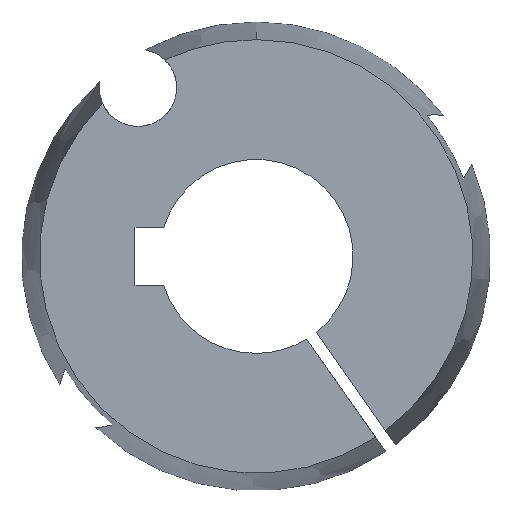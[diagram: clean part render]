
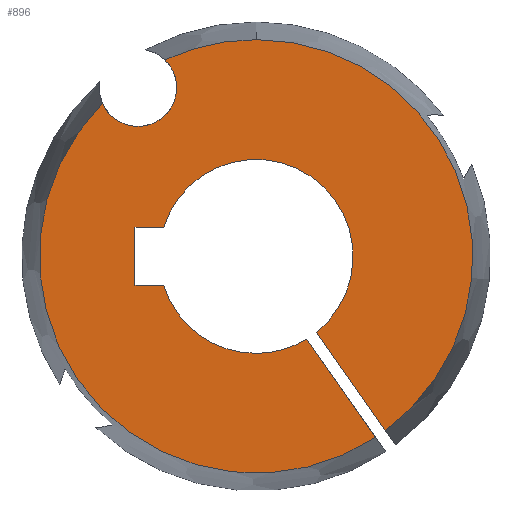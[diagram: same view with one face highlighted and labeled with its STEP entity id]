
A CAD part, left-side view. The second image highlights one B-rep face of the part: STEP entity #896.
In plain terms, the highlighted planar face has unit normal (-1, 0, 0).
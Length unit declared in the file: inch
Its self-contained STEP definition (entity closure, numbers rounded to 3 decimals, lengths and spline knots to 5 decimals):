
#7 = VERTEX_POINT ( 'NONE', #136 ) ;
#15 = CARTESIAN_POINT ( 'NONE',  ( -0.875, -0.38508, -0.58288 ) ) ;
#18 = EDGE_CURVE ( 'NONE', #390, #739, #782, .T. ) ;
#39 = EDGE_CURVE ( 'NONE', #198, #346, #761, .T. ) ;
#48 = CARTESIAN_POINT ( 'NONE',  ( -0.875, -0.41602, -0.56121 ) ) ;
#49 = CARTESIAN_POINT ( 'NONE',  ( -0.875, 0.24975, 0.09375 ) ) ;
#51 = AXIS2_PLACEMENT_3D ( 'NONE', #227, #740, #294 ) ;
#61 = ORIENTED_EDGE ( 'NONE', *, *, #442, .T. ) ;
#67 = CARTESIAN_POINT ( 'NONE',  ( -0.875, 0.38085, 0.54392 ) ) ;
#69 = VECTOR ( 'NONE', #174, 39.37008 ) ;
#76 = EDGE_CURVE ( 'NONE', #228, #284, #733, .T. ) ;
#80 = LINE ( 'NONE', #543, #425 ) ;
#84 = CARTESIAN_POINT ( 'NONE',  ( -0.875, 0., 0. ) ) ;
#91 = CARTESIAN_POINT ( 'NONE',  ( -0.875, 0.38085, 0.54392 ) ) ;
#108 = CARTESIAN_POINT ( 'NONE',  ( -0.875, 0., 0. ) ) ;
#123 = ORIENTED_EDGE ( 'NONE', *, *, #756, .T. ) ;
#129 = VERTEX_POINT ( 'NONE', #729 ) ;
#136 = CARTESIAN_POINT ( 'NONE',  ( -0.875, 0.38085, 0.41892 ) ) ;
#138 = CARTESIAN_POINT ( 'NONE',  ( -0.875, 0., 0.6986 ) ) ;
#142 = DIRECTION ( 'NONE',  ( 0., 0., -1. ) ) ;
#153 = FACE_OUTER_BOUND ( 'NONE', #879, .T. ) ;
#155 = DIRECTION ( 'NONE',  ( 0., -0.574, -0.819 ) ) ;
#157 = DIRECTION ( 'NONE',  ( 0., 0., -1. ) ) ;
#159 = AXIS2_PLACEMENT_3D ( 'NONE', #84, #585, #157 ) ;
#162 = CARTESIAN_POINT ( 'NONE',  ( -0.875, 0., 0. ) ) ;
#165 = DIRECTION ( 'NONE',  ( 0., 0., -1. ) ) ;
#174 = DIRECTION ( 'NONE',  ( 0., 0.574, 0.819 ) ) ;
#180 = DIRECTION ( 'NONE',  ( 0., -1., 0. ) ) ;
#184 = DIRECTION ( 'NONE',  ( 0., 0., 1. ) ) ;
#197 = ORIENTED_EDGE ( 'NONE', *, *, #818, .T. ) ;
#198 = VERTEX_POINT ( 'NONE', #620 ) ;
#199 = CARTESIAN_POINT ( 'NONE',  ( -0.875, 0., 0. ) ) ;
#227 = CARTESIAN_POINT ( 'NONE',  ( -0.875, 0., 0. ) ) ;
#228 = VERTEX_POINT ( 'NONE', #805 ) ;
#229 = DIRECTION ( 'NONE',  ( 0., 0., 1. ) ) ;
#241 = CARTESIAN_POINT ( 'NONE',  ( -0.875, -0.41773, -0.62951 ) ) ;
#243 = LINE ( 'NONE', #581, #495 ) ;
#265 = DIRECTION ( 'NONE',  ( 0., 0., 1. ) ) ;
#268 = AXIS2_PLACEMENT_3D ( 'NONE', #67, #568, #142 ) ;
#270 = ORIENTED_EDGE ( 'NONE', *, *, #850, .T. ) ;
#273 = ORIENTED_EDGE ( 'NONE', *, *, #18, .T. ) ;
#284 = VERTEX_POINT ( 'NONE', #897 ) ;
#294 = DIRECTION ( 'NONE',  ( 0., 0., -1. ) ) ;
#302 = CIRCLE ( 'NONE', #557, 0.3125 ) ;
#321 = CIRCLE ( 'NONE', #268, 0.125 ) ;
#324 = DIRECTION ( 'NONE',  ( 1., 0., 0. ) ) ;
#325 = EDGE_CURVE ( 'NONE', #544, #642, #883, .T. ) ;
#346 = VERTEX_POINT ( 'NONE', #528 ) ;
#355 = EDGE_CURVE ( 'NONE', #872, #198, #302, .T. ) ;
#357 = AXIS2_PLACEMENT_3D ( 'NONE', #91, #594, #165 ) ;
#388 = CARTESIAN_POINT ( 'NONE',  ( -0.875, 0., 0. ) ) ;
#390 = VERTEX_POINT ( 'NONE', #535 ) ;
#425 = VECTOR ( 'NONE', #862, 39.37008 ) ;
#428 = PLANE ( 'NONE',  #531 ) ;
#442 = EDGE_CURVE ( 'NONE', #228, #950, #610, .T. ) ;
#443 = ORIENTED_EDGE ( 'NONE', *, *, #655, .T. ) ;
#449 = CIRCLE ( 'NONE', #159, 0.3125 ) ;
#461 = DIRECTION ( 'NONE',  ( 0., 0., 1. ) ) ;
#467 = ORIENTED_EDGE ( 'NONE', *, *, #39, .T. ) ;
#495 = VECTOR ( 'NONE', #155, 39.37008 ) ;
#496 = LINE ( 'NONE', #241, #69 ) ;
#499 = CARTESIAN_POINT ( 'NONE',  ( -0.875, -0.16344, -0.26635 ) ) ;
#501 = AXIS2_PLACEMENT_3D ( 'NONE', #108, #613, #184 ) ;
#504 = VECTOR ( 'NONE', #180, 39.37008 ) ;
#510 = CARTESIAN_POINT ( 'NONE',  ( -0.875, 0.39037, 0.09375 ) ) ;
#528 = CARTESIAN_POINT ( 'NONE',  ( -0.875, 0.29811, -0.09375 ) ) ;
#531 = AXIS2_PLACEMENT_3D ( 'NONE', #162, #660, #229 ) ;
#532 = ORIENTED_EDGE ( 'NONE', *, *, #965, .T. ) ;
#535 = CARTESIAN_POINT ( 'NONE',  ( -0.875, 0.495, 0.49296 ) ) ;
#543 = CARTESIAN_POINT ( 'NONE',  ( -0.875, 0.24975, -0.09375 ) ) ;
#544 = VERTEX_POINT ( 'NONE', #138 ) ;
#551 = EDGE_CURVE ( 'NONE', #7, #390, #321, .T. ) ;
#557 = AXIS2_PLACEMENT_3D ( 'NONE', #773, #324, #855 ) ;
#568 = DIRECTION ( 'NONE',  ( 1., 0., 0. ) ) ;
#581 = CARTESIAN_POINT ( 'NONE',  ( -0.875, 0.04259, 0.09375 ) ) ;
#585 = DIRECTION ( 'NONE',  ( 1., 0., 0. ) ) ;
#594 = DIRECTION ( 'NONE',  ( 1., 0., 0. ) ) ;
#600 = CARTESIAN_POINT ( 'NONE',  ( -0.875, 0.29394, 0.63375 ) ) ;
#610 = LINE ( 'NONE', #49, #504 ) ;
#613 = DIRECTION ( 'NONE',  ( -1., 0., 0. ) ) ;
#620 = CARTESIAN_POINT ( 'NONE',  ( -0.875, 0., -0.3125 ) ) ;
#641 = ORIENTED_EDGE ( 'NONE', *, *, #325, .T. ) ;
#642 = VERTEX_POINT ( 'NONE', #600 ) ;
#655 = EDGE_CURVE ( 'NONE', #642, #7, #863, .T. ) ;
#660 = DIRECTION ( 'NONE',  ( -1., 0., 0. ) ) ;
#675 = CARTESIAN_POINT ( 'NONE',  ( -0.875, 0.29811, 0.09375 ) ) ;
#677 = ORIENTED_EDGE ( 'NONE', *, *, #76, .F. ) ;
#703 = DIRECTION ( 'NONE',  ( -1., 0., 0. ) ) ;
#729 = CARTESIAN_POINT ( 'NONE',  ( -0.875, -0.19439, -0.24468 ) ) ;
#733 = LINE ( 'NONE', #510, #760 ) ;
#739 = VERTEX_POINT ( 'NONE', #15 ) ;
#740 = DIRECTION ( 'NONE',  ( 1., 0., 0. ) ) ;
#756 = EDGE_CURVE ( 'NONE', #794, #544, #822, .T. ) ;
#760 = VECTOR ( 'NONE', #974, 39.37008 ) ;
#761 = CIRCLE ( 'NONE', #51, 0.3125 ) ;
#768 = ORIENTED_EDGE ( 'NONE', *, *, #551, .T. ) ;
#773 = CARTESIAN_POINT ( 'NONE',  ( -0.875, 0., 0. ) ) ;
#782 = CIRCLE ( 'NONE', #930, 0.6986 ) ;
#794 = VERTEX_POINT ( 'NONE', #48 ) ;
#805 = CARTESIAN_POINT ( 'NONE',  ( -0.875, 0.39037, 0.09375 ) ) ;
#812 = EDGE_CURVE ( 'NONE', #346, #284, #80, .T. ) ;
#818 = EDGE_CURVE ( 'NONE', #129, #794, #243, .T. ) ;
#822 = CIRCLE ( 'NONE', #937, 0.6986 ) ;
#840 = ORIENTED_EDGE ( 'NONE', *, *, #355, .T. ) ;
#850 = EDGE_CURVE ( 'NONE', #950, #129, #449, .T. ) ;
#855 = DIRECTION ( 'NONE',  ( 0., 0., -1. ) ) ;
#862 = DIRECTION ( 'NONE',  ( 0., 1., 0. ) ) ;
#863 = CIRCLE ( 'NONE', #357, 0.125 ) ;
#872 = VERTEX_POINT ( 'NONE', #499 ) ;
#879 = EDGE_LOOP ( 'NONE', ( #443, #768, #273, #532, #840, #467, #979, #677, #61, #270, #197, #123, #641 ) ) ;
#883 = CIRCLE ( 'NONE', #501, 0.6986 ) ;
#896 = ADVANCED_FACE ( 'NONE', ( #153 ), #428, .T. ) ;
#897 = CARTESIAN_POINT ( 'NONE',  ( -0.875, 0.39037, -0.09375 ) ) ;
#930 = AXIS2_PLACEMENT_3D ( 'NONE', #199, #703, #265 ) ;
#937 = AXIS2_PLACEMENT_3D ( 'NONE', #388, #945, #461 ) ;
#945 = DIRECTION ( 'NONE',  ( -1., 0., 0. ) ) ;
#950 = VERTEX_POINT ( 'NONE', #675 ) ;
#965 = EDGE_CURVE ( 'NONE', #739, #872, #496, .T. ) ;
#974 = DIRECTION ( 'NONE',  ( 0., 0., -1. ) ) ;
#979 = ORIENTED_EDGE ( 'NONE', *, *, #812, .T. ) ;
